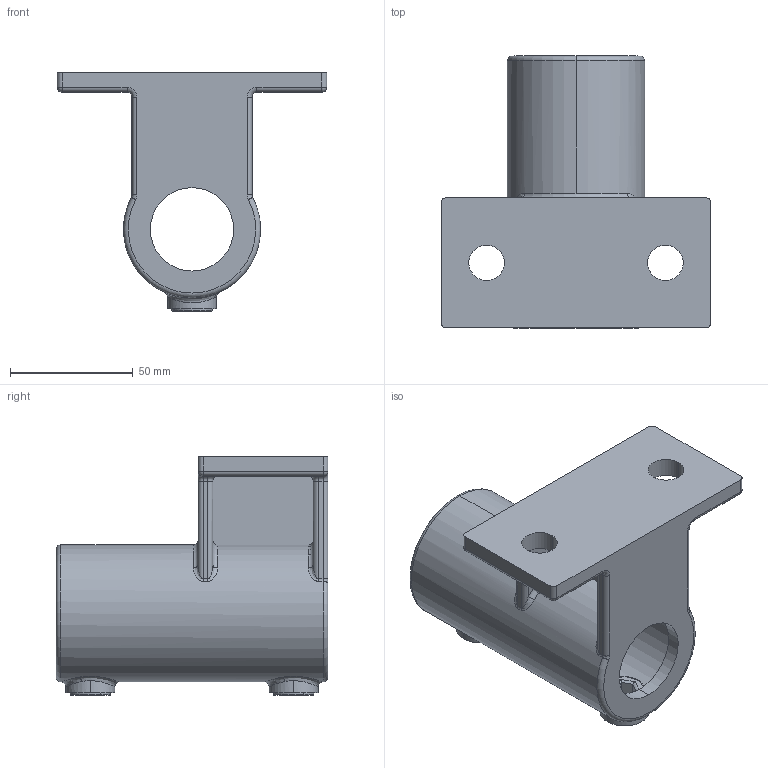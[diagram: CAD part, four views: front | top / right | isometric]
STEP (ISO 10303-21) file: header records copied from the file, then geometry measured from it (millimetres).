
FILE_DESCRIPTION (( 'STEP AP203' ), '1' );
FILE_NAME ('145-C42.step', '2015-09-17T16:22:04', ( '' ), ( '' ), 'SwSTEP 2.0', 'SolidWorks 2015', '' );
FILE_SCHEMA (( 'CONFIG_CONTROL_DESIGN' ));
Length unit declared in the file: millimetre
Products named in the file (3): 145-C42; 145-C42 Teil2; 145-C42 Teil1
Assembly tree (3 placements, depth 2):
  145-C42
    145-C42 Teil1
    145-C42 Teil2  x2
Bounding box: 110 x 111 x 97.5 mm (x, y, z)
Volume: 180547.2 mm3; surface area: 62225.4 mm2
Topology: 3 solids, 3 shells, 153 faces, 368 edges, 216 vertices
Faces by surface type: cylinder 76, plane 37, torus 26, bspline 10, sphere 4
Entity records: 5699 total; most frequent: CARTESIAN_POINT 2437, DIRECTION 634, ORIENTED_EDGE 616, EDGE_CURVE 308, AXIS2_PLACEMENT_3D 255, VERTEX_POINT 184, EDGE_LOOP 138, CIRCLE 132
